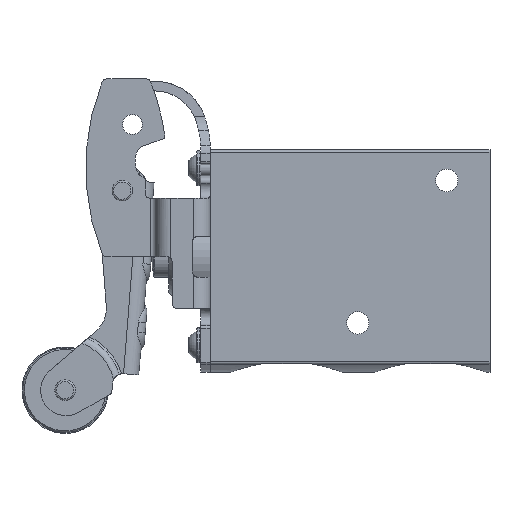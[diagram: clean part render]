
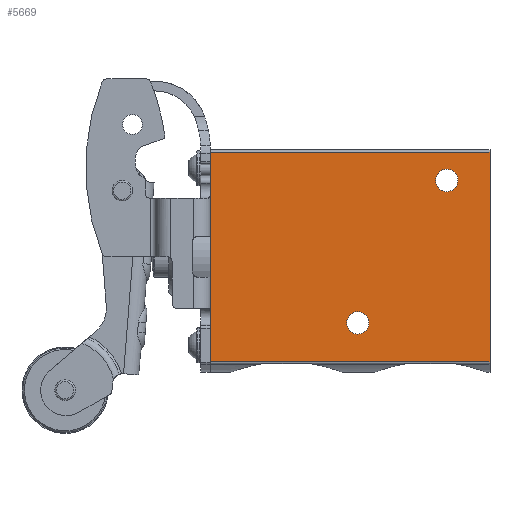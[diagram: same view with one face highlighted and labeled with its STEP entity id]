
A CAD part, left-side view. The second image highlights one B-rep face of the part: STEP entity #5669.
In plain terms, the highlighted face is planar.
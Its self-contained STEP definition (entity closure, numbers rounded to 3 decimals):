
#127=PLANE('',#6076);
#265=CIRCLE('',#6077,2.2);
#266=CIRCLE('',#6078,2.2);
#627=LINE('',#8740,#991);
#632=LINE('',#8782,#996);
#639=LINE('',#8809,#1003);
#640=LINE('',#8810,#1004);
#991=VECTOR('',#6826,1000.);
#996=VECTOR('',#6843,1000.);
#1003=VECTOR('',#6872,1000.);
#1004=VECTOR('',#6873,1000.);
#1402=ORIENTED_EDGE('',*,*,#3090,.T.);
#1403=ORIENTED_EDGE('',*,*,#3091,.T.);
#1404=ORIENTED_EDGE('',*,*,#3092,.T.);
#1405=ORIENTED_EDGE('',*,*,#3078,.F.);
#1406=ORIENTED_EDGE('',*,*,#3093,.F.);
#1407=ORIENTED_EDGE('',*,*,#3065,.T.);
#3065=EDGE_CURVE('',#3912,#3911,#627,.T.);
#3078=EDGE_CURVE('',#3921,#3918,#632,.T.);
#3090=EDGE_CURVE('',#3929,#3929,#265,.T.);
#3091=EDGE_CURVE('',#3930,#3930,#266,.T.);
#3092=EDGE_CURVE('',#3911,#3918,#639,.T.);
#3093=EDGE_CURVE('',#3912,#3921,#640,.T.);
#3911=VERTEX_POINT('',#8739);
#3912=VERTEX_POINT('',#8741);
#3918=VERTEX_POINT('',#8776);
#3921=VERTEX_POINT('',#8781);
#3929=VERTEX_POINT('',#8806);
#3930=VERTEX_POINT('',#8808);
#4594=EDGE_LOOP('',(#1402));
#4595=EDGE_LOOP('',(#1403));
#4596=EDGE_LOOP('',(#1404,#1405,#1406,#1407));
#5044=FACE_BOUND('',#4594,.T.);
#5045=FACE_BOUND('',#4595,.T.);
#5046=FACE_BOUND('',#4596,.T.);
#5669=ADVANCED_FACE('',(#5044,#5045,#5046),#127,.F.);
#6076=AXIS2_PLACEMENT_3D('',#8804,#6866,#6867);
#6077=AXIS2_PLACEMENT_3D('',#8805,#6868,#6869);
#6078=AXIS2_PLACEMENT_3D('',#8807,#6870,#6871);
#6826=DIRECTION('',(0.,-1.,0.));
#6843=DIRECTION('',(0.,-1.,0.));
#6866=DIRECTION('',(0.,0.,1.));
#6867=DIRECTION('',(1.,0.,0.));
#6868=DIRECTION('',(0.,0.,1.));
#6869=DIRECTION('',(1.,0.,0.));
#6870=DIRECTION('',(0.,0.,1.));
#6871=DIRECTION('',(1.,0.,0.));
#6872=DIRECTION('',(-1.,0.,0.));
#6873=DIRECTION('',(-1.,0.,0.));
#8739=CARTESIAN_POINT('',(20.644,0.,-10.));
#8740=CARTESIAN_POINT('',(20.644,55.,-10.));
#8741=CARTESIAN_POINT('',(20.644,55.,-10.));
#8776=CARTESIAN_POINT('',(-20.5,0.,-10.));
#8781=CARTESIAN_POINT('',(-20.5,55.,-10.));
#8782=CARTESIAN_POINT('',(-20.5,55.,-10.));
#8804=CARTESIAN_POINT('',(20.644,55.,-10.));
#8805=CARTESIAN_POINT('',(13.,26.,-10.));
#8806=CARTESIAN_POINT('',(15.2,26.,-10.));
#8807=CARTESIAN_POINT('',(-15.,8.5,-10.));
#8808=CARTESIAN_POINT('',(-12.8,8.5,-10.));
#8809=CARTESIAN_POINT('',(20.644,0.,-10.));
#8810=CARTESIAN_POINT('',(20.644,55.,-10.));
